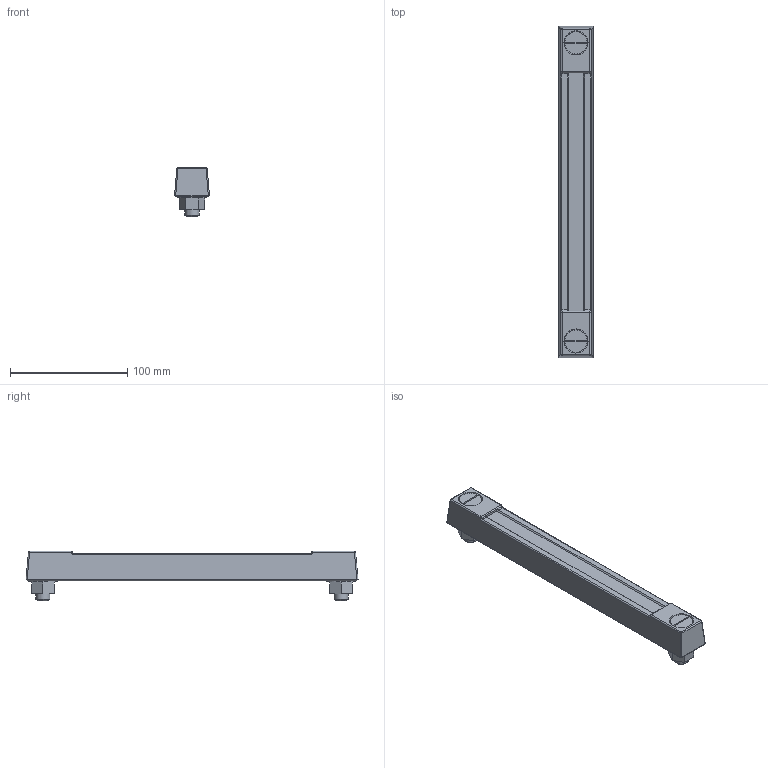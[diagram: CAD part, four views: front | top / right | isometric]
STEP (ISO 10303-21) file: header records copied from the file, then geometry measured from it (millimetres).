
FILE_DESCRIPTION(/* description */ ('Unknown'),/* implementation_level */ '2;1');
FILE_NAME(/* name */ 'OF.10340-001',/* time_stamp */ '2023-07-27T09:09:02+02:00',/* author */ ('Unknown'),/* organization */ ('Unknown'),/* preprocessor_version */ 'ST-DEVELOPER v18.102',/* originating_system */ 'Solid Edge',/* authorisation */ 'Unknown');
FILE_SCHEMA (('AUTOMOTIVE_DESIGN {1 0 10303 214 3 1 1}'));
Length unit declared in the file: millimetre
Products named in the file (2): 30-05-2023_lv3t; LV3T-solo visivo
Assembly tree (1 placements, depth 2):
  30-05-2023_lv3t
    LV3T-solo visivo
Bounding box: 29.84 x 282.84 x 42 mm (x, y, z)
Volume: 188761.4 mm3; surface area: 36651.2 mm2
Topology: 1 solids, 3 shells, 108 faces, 230 edges, 136 vertices
Faces by surface type: plane 56, cylinder 30, cone 10, sphere 8, torus 4
Full cylindrical faces by diameter (mm): 12 x4, 12.5 x2, 19 x2, 20.5 x2, 24 x2
Entity records: 2905 total; most frequent: CARTESIAN_POINT 654, DIRECTION 454, ORIENTED_EDGE 420, EDGE_CURVE 210, AXIS2_PLACEMENT_3D 170, EDGE_LOOP 136, FACE_BOUND 136, VERTEX_POINT 132
